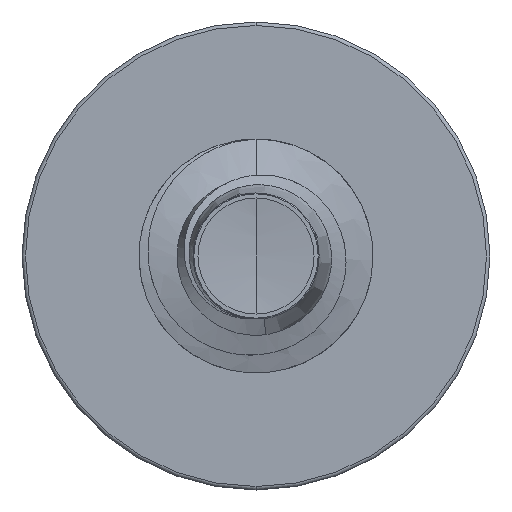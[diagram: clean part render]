
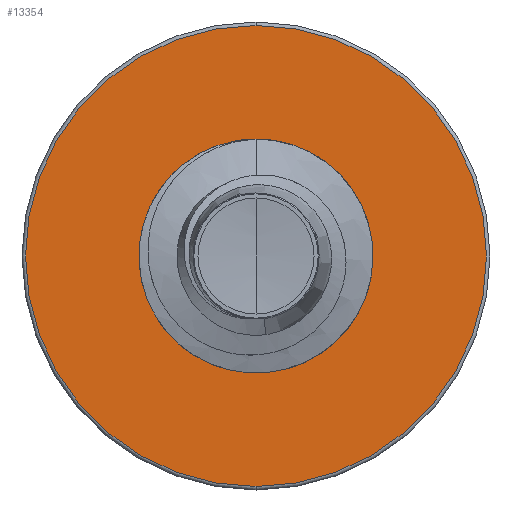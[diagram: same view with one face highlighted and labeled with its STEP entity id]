
A CAD part, front view. The second image highlights one B-rep face of the part: STEP entity #13354.
In plain terms, the highlighted planar face has unit normal (0, -1, 0).
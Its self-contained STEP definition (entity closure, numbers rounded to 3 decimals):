
#23 = AXIS2_PLACEMENT_3D ( 'NONE', #1246, #1153, #1131 ) ;
#1131 = DIRECTION ( 'NONE',  ( 0., 0., 1. ) ) ;
#1153 = DIRECTION ( 'NONE',  ( 0., 1., 0. ) ) ;
#1246 = CARTESIAN_POINT ( 'NONE',  ( 0., 7., -2.415 ) ) ;
#1252 = VERTEX_POINT ( 'NONE', #4119 ) ;
#1388 = PLANE ( 'NONE',  #23 ) ;
#1806 = ORIENTED_EDGE ( 'NONE', *, *, #11355, .T. ) ;
#2293 = EDGE_LOOP ( 'NONE', ( #10853, #12811 ) ) ;
#2832 = FACE_OUTER_BOUND ( 'NONE', #2293, .T. ) ;
#3801 = AXIS2_PLACEMENT_3D ( 'NONE', #10550, #10540, #10528 ) ;
#3917 = CARTESIAN_POINT ( 'NONE',  ( 0., 7., -2.415 ) ) ;
#4119 = CARTESIAN_POINT ( 'NONE',  ( 0., 7., 4.925 ) ) ;
#4181 = EDGE_LOOP ( 'NONE', ( #1806, #5596 ) ) ;
#4440 = AXIS2_PLACEMENT_3D ( 'NONE', #4923, #4904, #4890 ) ;
#4690 = AXIS2_PLACEMENT_3D ( 'NONE', #5569, #5566, #5548 ) ;
#4776 = CARTESIAN_POINT ( 'NONE',  ( 0., 7., -4.925 ) ) ;
#4890 = DIRECTION ( 'NONE',  ( 0., 0., 1. ) ) ;
#4904 = DIRECTION ( 'NONE',  ( 0., 1., 0. ) ) ;
#4923 = CARTESIAN_POINT ( 'NONE',  ( 0., 7., 0. ) ) ;
#5054 = AXIS2_PLACEMENT_3D ( 'NONE', #9002, #8990, #8987 ) ;
#5548 = DIRECTION ( 'NONE',  ( 0., 0., 1. ) ) ;
#5566 = DIRECTION ( 'NONE',  ( 0., 1., 0. ) ) ;
#5569 = CARTESIAN_POINT ( 'NONE',  ( 0., 7., 0. ) ) ;
#5596 = ORIENTED_EDGE ( 'NONE', *, *, #11738, .T. ) ;
#8987 = DIRECTION ( 'NONE',  ( 0., 0., 1. ) ) ;
#8990 = DIRECTION ( 'NONE',  ( 0., 1., 0. ) ) ;
#9002 = CARTESIAN_POINT ( 'NONE',  ( 0., 7., 0. ) ) ;
#10106 = CIRCLE ( 'NONE', #4440, 2.415 ) ;
#10527 = CARTESIAN_POINT ( 'NONE',  ( 0., 7., 2.415 ) ) ;
#10528 = DIRECTION ( 'NONE',  ( 0., 0., 1. ) ) ;
#10540 = DIRECTION ( 'NONE',  ( 0., 1., 0. ) ) ;
#10550 = CARTESIAN_POINT ( 'NONE',  ( 0., 7., 0. ) ) ;
#10647 = CIRCLE ( 'NONE', #4690, 4.925 ) ;
#10853 = ORIENTED_EDGE ( 'NONE', *, *, #11047, .F. ) ;
#11047 = EDGE_CURVE ( 'NONE', #1252, #11370, #13175, .T. ) ;
#11248 = EDGE_CURVE ( 'NONE', #11370, #1252, #10647, .T. ) ;
#11355 = EDGE_CURVE ( 'NONE', #12681, #13195, #10106, .T. ) ;
#11370 = VERTEX_POINT ( 'NONE', #4776 ) ;
#11738 = EDGE_CURVE ( 'NONE', #13195, #12681, #12860, .T. ) ;
#12681 = VERTEX_POINT ( 'NONE', #10527 ) ;
#12811 = ORIENTED_EDGE ( 'NONE', *, *, #11248, .F. ) ;
#12860 = CIRCLE ( 'NONE', #3801, 2.415 ) ;
#13166 = FACE_BOUND ( 'NONE', #4181, .T. ) ;
#13175 = CIRCLE ( 'NONE', #5054, 4.925 ) ;
#13195 = VERTEX_POINT ( 'NONE', #3917 ) ;
#13354 = ADVANCED_FACE ( 'NONE', ( #2832, #13166 ), #1388, .F. ) ;
